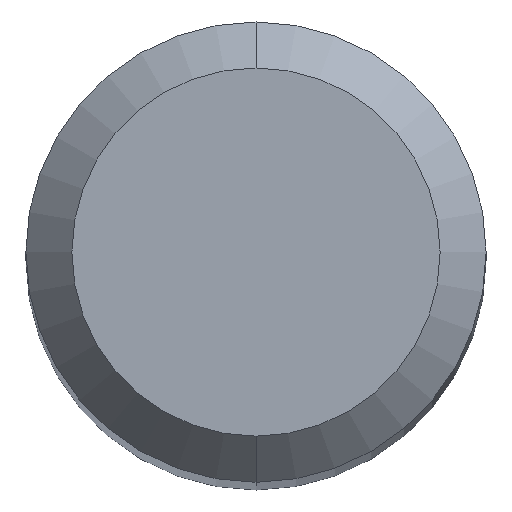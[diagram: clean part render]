
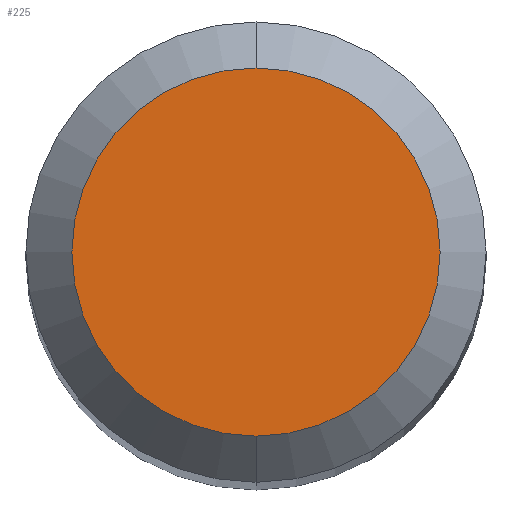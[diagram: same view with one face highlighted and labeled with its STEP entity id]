
A CAD part, top view. The second image highlights one B-rep face of the part: STEP entity #225.
In plain terms, the highlighted planar face has unit normal (0, 0, 1).
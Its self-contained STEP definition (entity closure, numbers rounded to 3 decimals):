
#225=ADVANCED_FACE('',(#534),#535,.T.);
#287=VERTEX_POINT('',#602);
#355=EDGE_CURVE('',#427,#287,#679,.T.);
#379=EDGE_CURVE('',#287,#427,#707,.T.);
#427=VERTEX_POINT('',#760);
#534=FACE_OUTER_BOUND('',#959,.T.);
#535=PLANE('',#960);
#602=CARTESIAN_POINT('',(0.0,1.2,0.0));
#679=CIRCLE('',#1267,1.2);
#707=CIRCLE('',#1303,1.2);
#760=CARTESIAN_POINT('',(0.,-1.2,0.0));
#959=EDGE_LOOP('',(#1483,#1484));
#960=AXIS2_PLACEMENT_3D('',#1485,#1486,#1487);
#1267=AXIS2_PLACEMENT_3D('',#1641,#1642,#1643);
#1303=AXIS2_PLACEMENT_3D('',#1695,#1696,#1697);
#1483=ORIENTED_EDGE('',*,*,#379,.F.);
#1484=ORIENTED_EDGE('',*,*,#355,.F.);
#1485=CARTESIAN_POINT('',(0.0,0.6,0.0));
#1486=DIRECTION('',(-0.0,0.0,1.0));
#1487=DIRECTION('',(0.0,-1.0,0.0));
#1641=CARTESIAN_POINT('',(0.0,0.0,0.0));
#1642=DIRECTION('',(0.0,0.0,-1.0));
#1643=DIRECTION('',(0.0,1.0,0.0));
#1695=CARTESIAN_POINT('',(0.0,0.0,0.0));
#1696=DIRECTION('',(0.0,0.0,-1.0));
#1697=DIRECTION('',(0.0,1.0,0.0));
